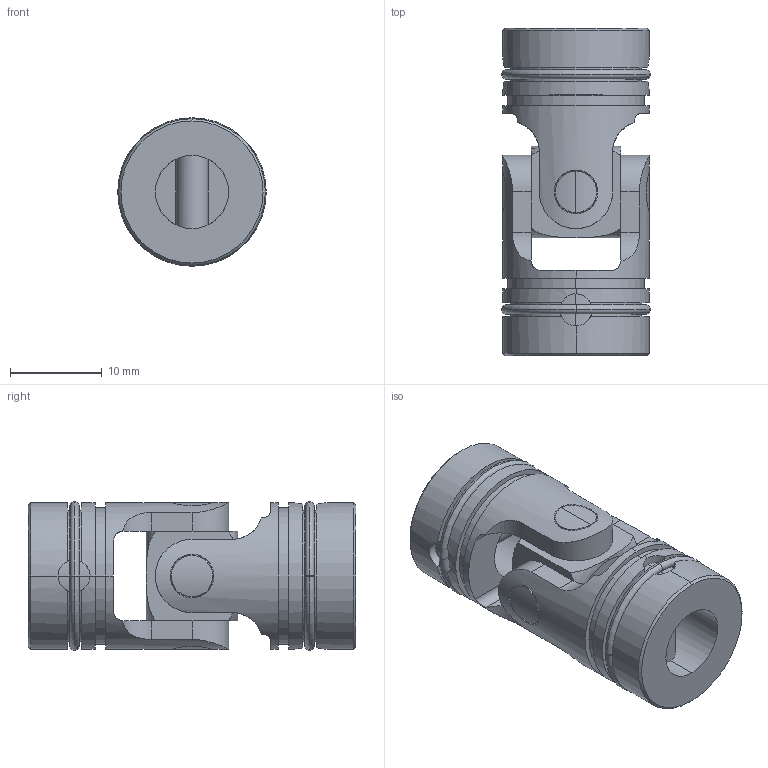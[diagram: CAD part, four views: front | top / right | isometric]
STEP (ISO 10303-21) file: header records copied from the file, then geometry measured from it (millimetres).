
FILE_DESCRIPTION (( 'STEP AP214' ), '1' );
FILE_NAME ('8mm U-Joint.STEP', '2018-03-04T18:06:56', ( '' ), ( '' ), 'SwSTEP 2.0', 'SolidWorks 2017', '' );
FILE_SCHEMA (( 'AUTOMOTIVE_DESIGN' ));
Length unit declared in the file: millimetre
Products named in the file (6): Part1^8mm U-Joint; Part2^8mm U-Joint; Part3^8mm U-Joint; Part4^8mm U-Joint; 8mm U-Joint; Part5^8mm U-Joint
Assembly tree (9 placements, depth 2):
  8mm U-Joint
    Part1^8mm U-Joint  x2
    Part2^8mm U-Joint
    Part3^8mm U-Joint  x2
    Part4^8mm U-Joint  x2
    Part5^8mm U-Joint  x2
Bounding box: 16.2 x 35.75 x 16.2 mm (x, y, z)
Volume: 4910.2 mm3; surface area: 5167.1 mm2
Topology: 9 solids, 9 shells, 144 faces, 376 edges, 242 vertices
Faces by surface type: cylinder 84, plane 40, torus 16, cone 4
Entity records: 3954 total; most frequent: CARTESIAN_POINT 1379, ORIENTED_EDGE 424, DIRECTION 396, EDGE_CURVE 212, AXIS2_PLACEMENT_3D 163, VERTEX_POINT 136, EDGE_LOOP 92, ADVANCED_FACE 81
